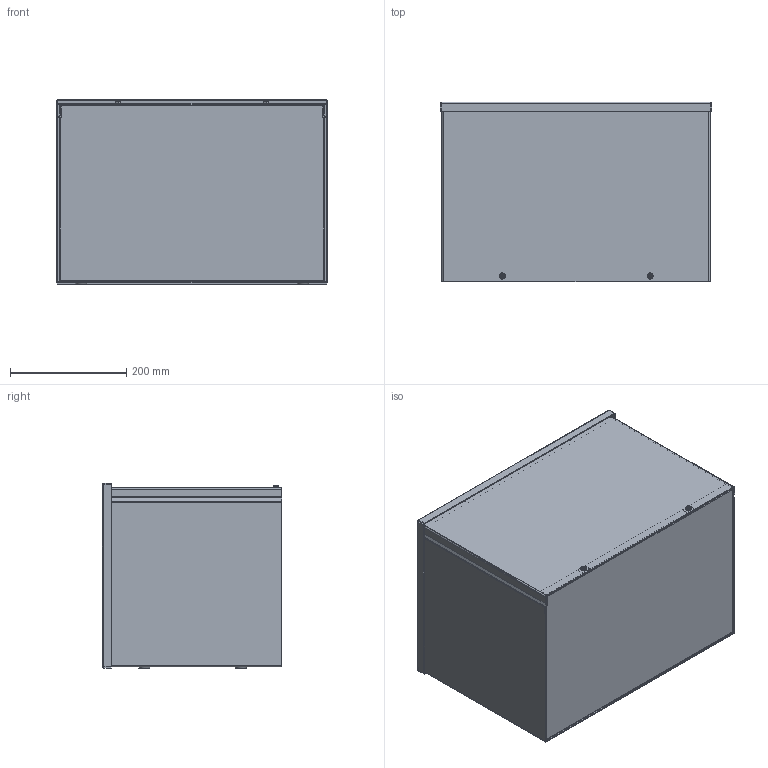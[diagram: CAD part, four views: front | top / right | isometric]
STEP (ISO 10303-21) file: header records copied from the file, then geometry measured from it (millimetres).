
FILE_DESCRIPTION(/* description */ ('RSCG, NK, NEMA 3R, GALV, BLR, 12X12X18'),/* implementation_level */ '2;1');
FILE_NAME(/* name */ 'RSCG121218GNK.stp',/* time_stamp */ '2015-07-13T11:15:00+06:00',/* author */ ('vdas'),/* organization */ (''),/* preprocessor_version */ 'ST-DEVELOPER v15.2',/* originating_system */ 'Autodesk Inventor 2014',/* authorisation */ '');
FILE_SCHEMA (('AUTOMOTIVE_DESIGN { 1 0 10303 214 3 1 1 }'));
Length unit declared in the file: inch
Products named in the file (8): RSCG121218GNKBLR; RSCG1218GNKBTM; RSCG1218GNKCAP; RSCG18GNKSTRAP-14GA; RSCG1218GNKLID; 31813; HFW372196; RSCG121218GNK
Bounding box: 466.73 x 308.27 x 318.8 mm (x, y, z)
Volume: 1547388.8 mm3; surface area: 1664921 mm2
Topology: 9 solids, 9 shells, 422 faces, 1048 edges, 660 vertices
Faces by surface type: plane 216, cylinder 120, cone 36, torus 28, bspline 22
Full cylindrical faces by diameter (mm): 3.68 x4, 4.826 x32, 6.35 x4, 7.144 x4, 7.925 x2, 10.516 x2
Entity records: 13344 total; most frequent: CARTESIAN_POINT 5407, ORIENTED_EDGE 1536, DIRECTION 1498, EDGE_CURVE 768, AXIS2_PLACEMENT_3D 535, VERTEX_POINT 499, LINE 428, VECTOR 428
